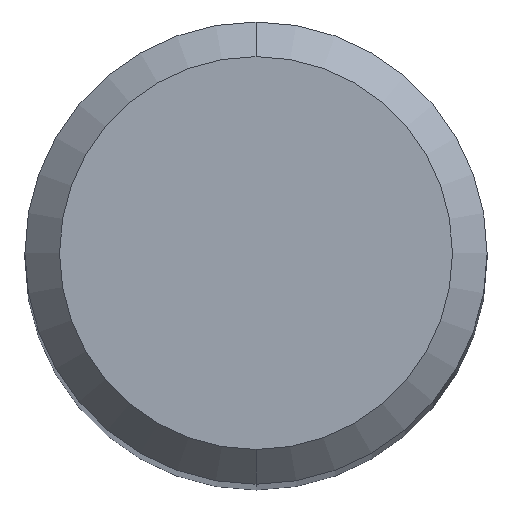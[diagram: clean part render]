
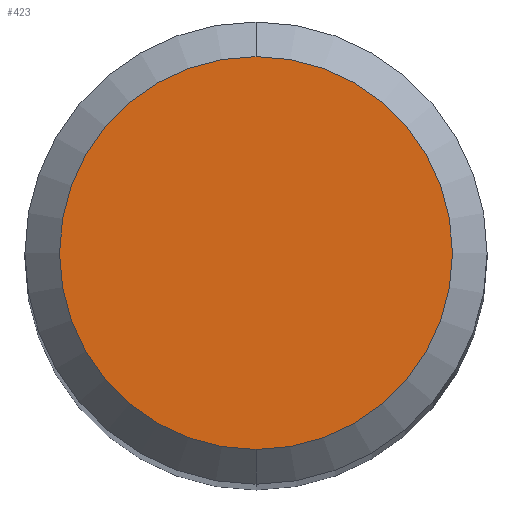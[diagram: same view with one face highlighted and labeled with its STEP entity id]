
A CAD part, top view. The second image highlights one B-rep face of the part: STEP entity #423.
In plain terms, the highlighted planar face has unit normal (0, 0, 1).
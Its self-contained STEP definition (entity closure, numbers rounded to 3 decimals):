
#183=EDGE_CURVE('',#421,#317,#491,.T.);
#317=VERTEX_POINT('',#638);
#323=EDGE_CURVE('',#317,#421,#644,.T.);
#421=VERTEX_POINT('',#755);
#423=ADVANCED_FACE('',(#757),#758,.T.);
#491=CIRCLE('',#822,1.7);
#638=CARTESIAN_POINT('',(0.0,1.7,0.));
#644=CIRCLE('',#1113,1.7);
#755=CARTESIAN_POINT('',(0.,-1.7,0.));
#757=FACE_OUTER_BOUND('',#1368,.T.);
#758=PLANE('',#1369);
#822=AXIS2_PLACEMENT_3D('',#1456,#1457,#1458);
#1113=AXIS2_PLACEMENT_3D('',#1638,#1639,#1640);
#1368=EDGE_LOOP('',(#1761,#1762));
#1369=AXIS2_PLACEMENT_3D('',#1763,#1764,#1765);
#1456=CARTESIAN_POINT('',(0.0,0.0,0.));
#1457=DIRECTION('',(0.0,0.0,-1.0));
#1458=DIRECTION('',(0.0,1.0,0.0));
#1638=CARTESIAN_POINT('',(0.0,0.0,0.));
#1639=DIRECTION('',(0.0,0.0,-1.0));
#1640=DIRECTION('',(0.0,1.0,0.0));
#1761=ORIENTED_EDGE('',*,*,#323,.F.);
#1762=ORIENTED_EDGE('',*,*,#183,.F.);
#1763=CARTESIAN_POINT('',(0.0,0.85,0.));
#1764=DIRECTION('',(-0.0,0.0,1.0));
#1765=DIRECTION('',(0.0,-1.0,0.0));
